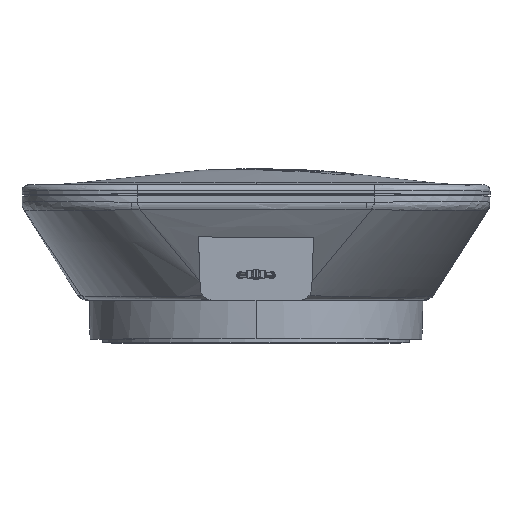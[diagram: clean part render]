
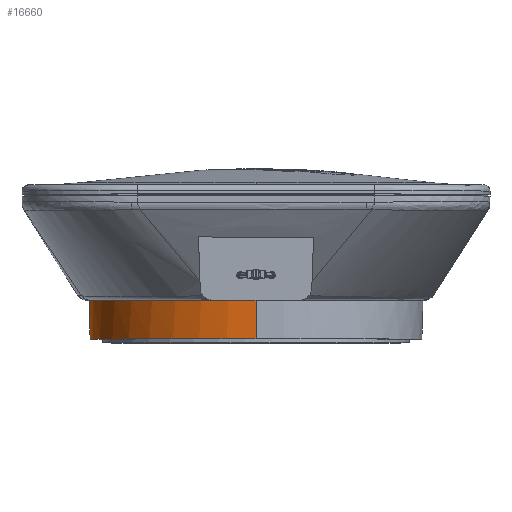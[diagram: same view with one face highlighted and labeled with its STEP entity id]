
A CAD part, top view. The second image highlights one B-rep face of the part: STEP entity #16660.
In plain terms, the highlighted conical face has half-angle 2 degrees and reference radius 26.8 mm.
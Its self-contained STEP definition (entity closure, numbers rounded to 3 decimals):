
#220 = CARTESIAN_POINT ( 'NONE',  ( 0., -13., 26.8 ) ) ;
#485 = CARTESIAN_POINT ( 'NONE',  ( -3.202, -16.35, -26.49 ) ) ;
#1557 = VERTEX_POINT ( 'NONE', #220 ) ;
#2341 = ORIENTED_EDGE ( 'NONE', *, *, #24578, .F. ) ;
#3491 = AXIS2_PLACEMENT_3D ( 'NONE', #13377, #28758, #11176 ) ;
#3878 = CARTESIAN_POINT ( 'NONE',  ( 0., -13., -26.8 ) ) ;
#4165 = LINE ( 'NONE', #29938, #19571 ) ;
#4663 = EDGE_CURVE ( 'NONE', #7048, #1557, #26848, .T. ) ;
#5066 = DIRECTION ( 'NONE',  ( 0., 0., 1. ) ) ;
#5543 = CARTESIAN_POINT ( 'NONE',  ( -3.202, -13., -26.608 ) ) ;
#7048 = VERTEX_POINT ( 'NONE', #14996 ) ;
#7647 = ORIENTED_EDGE ( 'NONE', *, *, #22976, .T. ) ;
#7864 = CIRCLE ( 'NONE', #16093, 26.583 ) ;
#7941 = LINE ( 'NONE', #3878, #8353 ) ;
#8020 = DIRECTION ( 'NONE',  ( 0., -1., 0. ) ) ;
#8217 = CARTESIAN_POINT ( 'NONE',  ( -3.202, -15.233, -26.529 ) ) ;
#8353 = VECTOR ( 'NONE', #19338, 1000. ) ;
#10100 = ORIENTED_EDGE ( 'NONE', *, *, #4663, .F. ) ;
#11176 = DIRECTION ( 'NONE',  ( 0., 0., 1. ) ) ;
#12823 = VERTEX_POINT ( 'NONE', #25849 ) ;
#12900 = CARTESIAN_POINT ( 'NONE',  ( 0., -19.2, -26.583 ) ) ;
#13005 = CARTESIAN_POINT ( 'NONE',  ( 0., -13., 0. ) ) ;
#13377 = CARTESIAN_POINT ( 'NONE',  ( 0., -13., 0. ) ) ;
#13500 = VERTEX_POINT ( 'NONE', #28301 ) ;
#13689 = EDGE_CURVE ( 'NONE', #7048, #12823, #31761, .T. ) ;
#14996 = CARTESIAN_POINT ( 'NONE',  ( -3.202, -13., -26.608 ) ) ;
#15103 = CARTESIAN_POINT ( 'NONE',  ( 0., -19.2, 0. ) ) ;
#15457 = EDGE_CURVE ( 'NONE', #17101, #23701, #7864, .T. ) ;
#15524 = DIRECTION ( 'NONE',  ( 0., 1., 0. ) ) ;
#16093 = AXIS2_PLACEMENT_3D ( 'NONE', #15103, #17876, #5066 ) ;
#16660 = ADVANCED_FACE ( 'NONE', ( #21633 ), #28752, .T. ) ;
#17101 = VERTEX_POINT ( 'NONE', #12900 ) ;
#17355 = ORIENTED_EDGE ( 'NONE', *, *, #13689, .T. ) ;
#17876 = DIRECTION ( 'NONE',  ( 0., 1., 0. ) ) ;
#18134 = CARTESIAN_POINT ( 'NONE',  ( -3.202, -14.117, -26.569 ) ) ;
#19338 = DIRECTION ( 'NONE',  ( 0., 0.999, -0.035 ) ) ;
#19571 = VECTOR ( 'NONE', #27507, 1000. ) ;
#21117 = CIRCLE ( 'NONE', #28420, 26.683 ) ;
#21633 = FACE_OUTER_BOUND ( 'NONE', #31660, .T. ) ;
#22637 = DIRECTION ( 'NONE',  ( 0., 0., 1. ) ) ;
#22976 = EDGE_CURVE ( 'NONE', #12823, #13500, #21117, .T. ) ;
#23701 = VERTEX_POINT ( 'NONE', #32629 ) ;
#23780 = AXIS2_PLACEMENT_3D ( 'NONE', #13005, #15524, #22637 ) ;
#24578 = EDGE_CURVE ( 'NONE', #17101, #13500, #7941, .T. ) ;
#25715 = DIRECTION ( 'NONE',  ( 0., 0., -1. ) ) ;
#25849 = CARTESIAN_POINT ( 'NONE',  ( -3.202, -16.35, -26.49 ) ) ;
#25935 = CARTESIAN_POINT ( 'NONE',  ( 0., -16.35, 0. ) ) ;
#26612 = ORIENTED_EDGE ( 'NONE', *, *, #27554, .T. ) ;
#26848 = CIRCLE ( 'NONE', #23780, 26.8 ) ;
#27507 = DIRECTION ( 'NONE',  ( 0., 0.999, 0.035 ) ) ;
#27554 = EDGE_CURVE ( 'NONE', #23701, #1557, #4165, .T. ) ;
#28301 = CARTESIAN_POINT ( 'NONE',  ( 0., -16.35, -26.683 ) ) ;
#28420 = AXIS2_PLACEMENT_3D ( 'NONE', #25935, #8020, #25715 ) ;
#28514 = ORIENTED_EDGE ( 'NONE', *, *, #15457, .T. ) ;
#28752 = CONICAL_SURFACE ( 'NONE', #3491, 26.8, 0.035 ) ;
#28758 = DIRECTION ( 'NONE',  ( 0., 1., 0. ) ) ;
#29938 = CARTESIAN_POINT ( 'NONE',  ( 0., -13., 26.8 ) ) ;
#31660 = EDGE_LOOP ( 'NONE', ( #2341, #28514, #26612, #10100, #17355, #7647 ) ) ;
#31761 = B_SPLINE_CURVE_WITH_KNOTS ( 'NONE', 3,
 ( #5543, #18134, #8217, #485 ),
 .UNSPECIFIED., .F., .F.,
 ( 4, 4 ),
 ( 0., 0.003 ),
 .UNSPECIFIED. ) ;
#32629 = CARTESIAN_POINT ( 'NONE',  ( 0., -19.2, 26.583 ) ) ;
